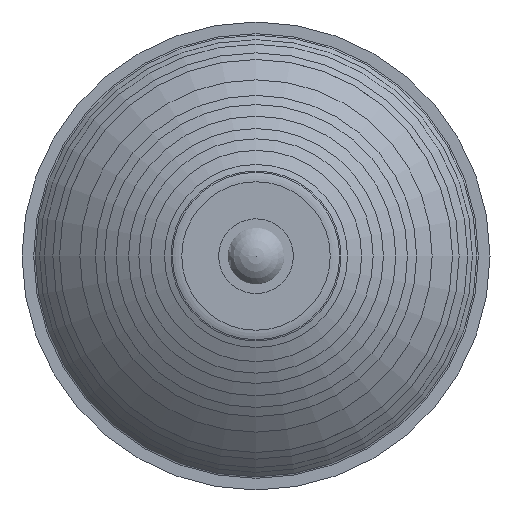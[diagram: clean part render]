
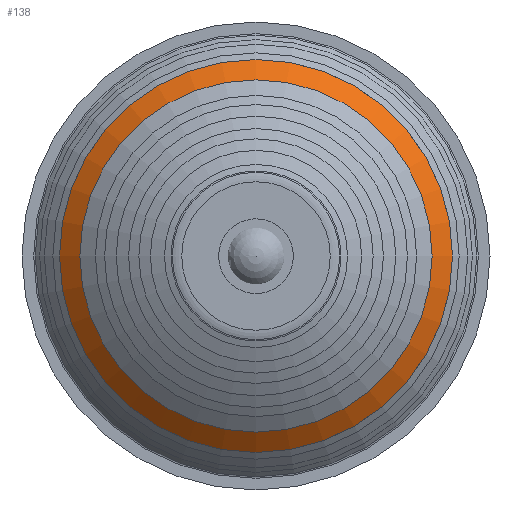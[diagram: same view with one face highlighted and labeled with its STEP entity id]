
A CAD part, front view. The second image highlights one B-rep face of the part: STEP entity #138.
In plain terms, the highlighted toroidal (fillet/blend) face has major radius 381.055 mm and minor radius 918.094 mm.
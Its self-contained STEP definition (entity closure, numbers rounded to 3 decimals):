
#138=ADVANCED_FACE('',(#196,#197),#198,.T.);
#196=FACE_BOUND('',#289,.T.);
#197=FACE_BOUND('',#290,.T.);
#198=TOROIDAL_SURFACE('',#291,-381.055,918.094);
#289=EDGE_LOOP('',(#410));
#290=EDGE_LOOP('',(#411));
#291=AXIS2_PLACEMENT_3D('',#412,#413,#414);
#410=ORIENTED_EDGE('',*,*,#516,.F.);
#411=ORIENTED_EDGE('',*,*,#517,.T.);
#412=CARTESIAN_POINT('',(70.25,-599.105,0.0));
#413=DIRECTION('',(0.0,1.0,0.0));
#414=DIRECTION('',(0.0,0.0,1.0));
#516=EDGE_CURVE('',#565,#565,#566,.T.);
#517=EDGE_CURVE('',#567,#567,#568,.T.);
#565=VERTEX_POINT('',#625);
#566=CIRCLE('',#626,203.259);
#567=VERTEX_POINT('',#627);
#568=CIRCLE('',#628,226.707);
#625=CARTESIAN_POINT('',(-133.008,109.043,0.0));
#626=AXIS2_PLACEMENT_3D('',#741,#742,#743);
#627=CARTESIAN_POINT('',(-156.456,89.025,0.0));
#628=AXIS2_PLACEMENT_3D('',#744,#745,#746);
#741=CARTESIAN_POINT('',(70.25,109.043,0.0));
#742=DIRECTION('',(0.0,1.0,0.0));
#743=DIRECTION('',(-1.0,0.0,0.0));
#744=CARTESIAN_POINT('',(70.25,89.025,0.0));
#745=DIRECTION('',(0.0,1.0,0.0));
#746=DIRECTION('',(-1.0,0.0,0.0));
